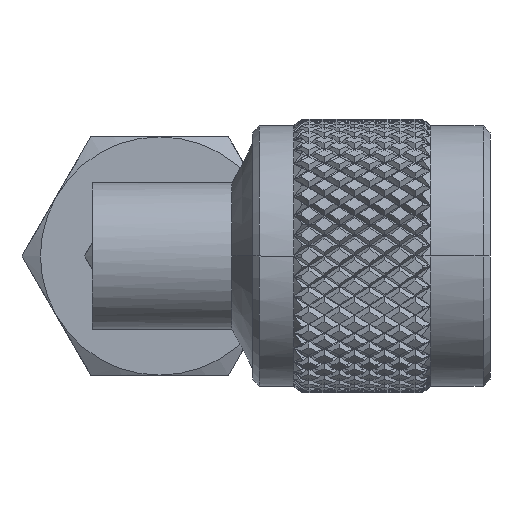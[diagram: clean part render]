
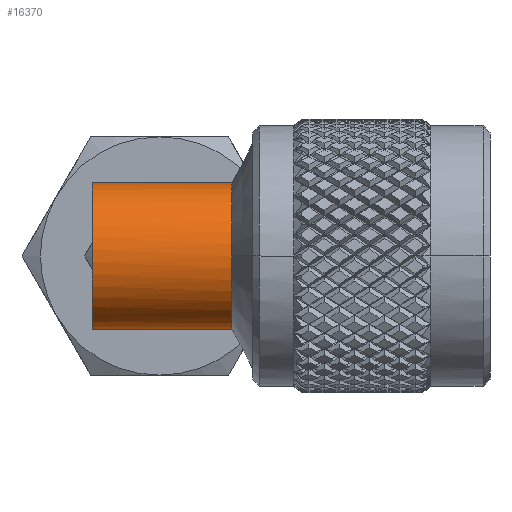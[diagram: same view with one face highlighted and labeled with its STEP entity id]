
A CAD part, left-side view. The second image highlights one B-rep face of the part: STEP entity #16370.
In plain terms, the highlighted cylindrical face has radius 5.395 mm (diameter 10.79 mm), a partial arc.
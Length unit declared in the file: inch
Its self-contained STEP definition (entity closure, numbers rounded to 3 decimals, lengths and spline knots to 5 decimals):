
#150 = ORIENTED_EDGE ( 'NONE', *, *, #3981, .T. ) ;
#499 = CARTESIAN_POINT ( 'NONE',  ( -5.70743, 0., 0. ) ) ;
#3981 = EDGE_CURVE ( 'NONE', #110905, #60570, #87142, .T. ) ;
#4226 = DIRECTION ( 'NONE',  ( 1., 0., 0. ) ) ;
#7788 = EDGE_CURVE ( 'NONE', #60570, #95307, #68266, .T. ) ;
#16370 = ADVANCED_FACE ( 'NONE', ( #17193 ), #111985, .T. ) ;
#17193 = FACE_OUTER_BOUND ( 'NONE', #17258, .T. ) ;
#17258 = EDGE_LOOP ( 'NONE', ( #51879, #40754, #40303, #44547, #150 ) ) ;
#17536 = CARTESIAN_POINT ( 'NONE',  ( 0.05962, 0., 0. ) ) ;
#18903 = AXIS2_PLACEMENT_3D ( 'NONE', #17536, #52664, #61356 ) ;
#18920 = DIRECTION ( 'NONE',  ( -1., 0., 0. ) ) ;
#24416 = CARTESIAN_POINT ( 'NONE',  ( 0.05962, -0.13037, 0.16769 ) ) ;
#24510 = CARTESIAN_POINT ( 'NONE',  ( 0.05962, 0.13037, 0.16769 ) ) ;
#27646 = VERTEX_POINT ( 'NONE', #24416 ) ;
#32955 = CARTESIAN_POINT ( 'NONE',  ( 0.05962, 0., -0.21241 ) ) ;
#37016 = CARTESIAN_POINT ( 'NONE',  ( 0.05962, 0., 0. ) ) ;
#40303 = ORIENTED_EDGE ( 'NONE', *, *, #71873, .F. ) ;
#40754 = ORIENTED_EDGE ( 'NONE', *, *, #103250, .F. ) ;
#42942 = AXIS2_PLACEMENT_3D ( 'NONE', #499, #60175, #68868 ) ;
#44547 = ORIENTED_EDGE ( 'NONE', *, *, #92019, .F. ) ;
#47245 = CARTESIAN_POINT ( 'NONE',  ( 0.05962, 0.13037, 0.16769 ) ) ;
#49347 = CARTESIAN_POINT ( 'NONE',  ( 0.46208, 0., 0. ) ) ;
#49708 = DIRECTION ( 'NONE',  ( 0., 0., 1. ) ) ;
#51879 = ORIENTED_EDGE ( 'NONE', *, *, #7788, .T. ) ;
#52664 = DIRECTION ( 'NONE',  ( -1., 0., 0. ) ) ;
#52897 = CARTESIAN_POINT ( 'NONE',  ( 0.46208, 0.13037, 0.16769 ) ) ;
#53376 = AXIS2_PLACEMENT_3D ( 'NONE', #37016, #18920, #53644 ) ;
#53644 = DIRECTION ( 'NONE',  ( 0., 0., 1. ) ) ;
#55707 = VECTOR ( 'NONE', #56335, 39.37008 ) ;
#56335 = DIRECTION ( 'NONE',  ( 1., 0., 0. ) ) ;
#57586 = CIRCLE ( 'NONE', #53376, 0.21241 ) ;
#60175 = DIRECTION ( 'NONE',  ( -1., 0., 0. ) ) ;
#60570 = VERTEX_POINT ( 'NONE', #52897 ) ;
#61356 = DIRECTION ( 'NONE',  ( 0., 0., 1. ) ) ;
#65060 = CARTESIAN_POINT ( 'NONE',  ( 0.05962, -0.13037, 0.16769 ) ) ;
#66744 = DIRECTION ( 'NONE',  ( -1., 0., 0. ) ) ;
#67665 = VERTEX_POINT ( 'NONE', #32955 ) ;
#68266 = CIRCLE ( 'NONE', #103534, 0.21241 ) ;
#68868 = DIRECTION ( 'NONE',  ( 0., 0., 1. ) ) ;
#71873 = EDGE_CURVE ( 'NONE', #67665, #27646, #74406, .T. ) ;
#74406 = CIRCLE ( 'NONE', #18903, 0.21241 ) ;
#87142 = LINE ( 'NONE', #47245, #97958 ) ;
#92019 = EDGE_CURVE ( 'NONE', #110905, #67665, #57586, .T. ) ;
#95307 = VERTEX_POINT ( 'NONE', #99780 ) ;
#97958 = VECTOR ( 'NONE', #4226, 39.37008 ) ;
#99115 = LINE ( 'NONE', #65060, #55707 ) ;
#99780 = CARTESIAN_POINT ( 'NONE',  ( 0.46208, -0.13037, 0.16769 ) ) ;
#103250 = EDGE_CURVE ( 'NONE', #27646, #95307, #99115, .T. ) ;
#103534 = AXIS2_PLACEMENT_3D ( 'NONE', #49347, #66744, #49708 ) ;
#110905 = VERTEX_POINT ( 'NONE', #24510 ) ;
#111985 = CYLINDRICAL_SURFACE ( 'NONE', #42942, 0.21241 ) ;
